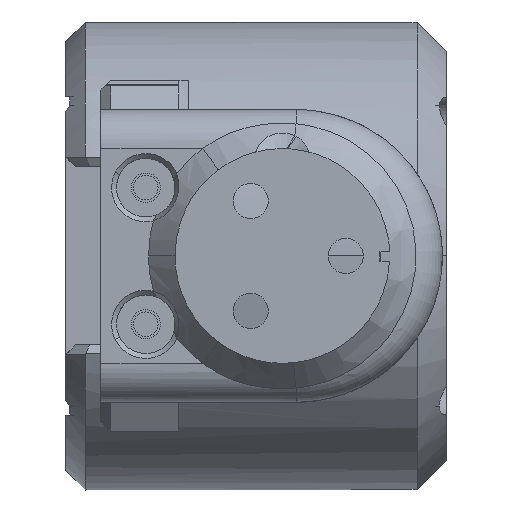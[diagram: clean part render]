
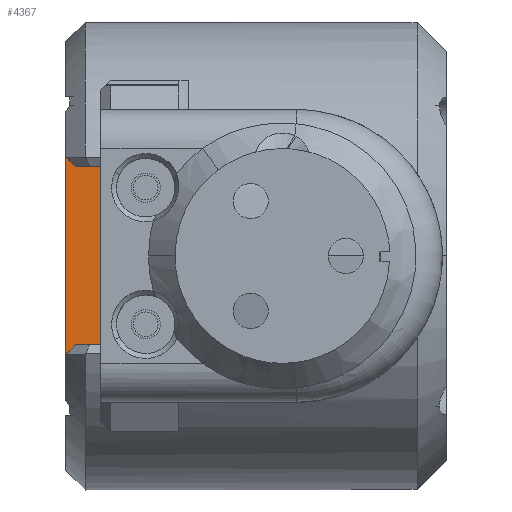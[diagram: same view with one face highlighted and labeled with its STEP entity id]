
A CAD part, front view. The second image highlights one B-rep face of the part: STEP entity #4367.
In plain terms, the highlighted planar face has unit normal (0, -1, 0).
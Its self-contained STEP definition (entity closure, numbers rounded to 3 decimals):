
#114 = CARTESIAN_POINT ( 'NONE',  ( -3.686, 166.35, 335.151 ) ) ;
#190 = CARTESIAN_POINT ( 'NONE',  ( -3.686, 166.35, 324.849 ) ) ;
#475 = FACE_OUTER_BOUND ( 'NONE', #2125, .T. ) ;
#595 = CARTESIAN_POINT ( 'NONE',  ( -22.2, 166.35, 315.28 ) ) ;
#751 = CARTESIAN_POINT ( 'NONE',  ( -15.697, 166.35, 314.547 ) ) ;
#1202 = CARTESIAN_POINT ( 'NONE',  ( -9.692, 166.35, 345.453 ) ) ;
#1241 = VERTEX_POINT ( 'NONE', #7086 ) ;
#1269 = B_SPLINE_CURVE_WITH_KNOTS ( 'NONE', 3,
 ( #6343, #12216, #11091, #10940 ),
 .UNSPECIFIED., .F., .F.,
 ( 4, 4 ),
 ( 0., 1. ),
 .UNSPECIFIED. ) ;
#1309 = CARTESIAN_POINT ( 'NONE',  ( -3.686, 166.35, 345.453 ) ) ;
#1393 = VERTEX_POINT ( 'NONE', #7764 ) ;
#1953 = CARTESIAN_POINT ( 'NONE',  ( -22.2, 166.35, 344.72 ) ) ;
#2015 = CARTESIAN_POINT ( 'NONE',  ( -22.2, 166.35, 334.907 ) ) ;
#2125 = EDGE_LOOP ( 'NONE', ( #11428, #12610, #9389, #9653, #3816, #9683 ) ) ;
#2788 = CARTESIAN_POINT ( 'NONE',  ( -22.2, 166.35, 314.547 ) ) ;
#2965 = VERTEX_POINT ( 'NONE', #10986 ) ;
#3816 = ORIENTED_EDGE ( 'NONE', *, *, #13056, .F. ) ;
#4140 = EDGE_CURVE ( 'NONE', #2965, #8672, #7328, .T. ) ;
#4367 = ADVANCED_FACE ( 'NONE', ( #475 ), #14245, .F. ) ;
#4736 = CARTESIAN_POINT ( 'NONE',  ( -3.686, 166.35, 345.453 ) ) ;
#5552 = CARTESIAN_POINT ( 'NONE',  ( -21.703, 166.35, 345.453 ) ) ;
#6173 = DIRECTION ( 'NONE',  ( 0., 1., 0. ) ) ;
#6343 = CARTESIAN_POINT ( 'NONE',  ( -21.703, 166.35, 314.547 ) ) ;
#6454 = CARTESIAN_POINT ( 'NONE',  ( -3.686, 166.35, 314.547 ) ) ;
#6538 = CARTESIAN_POINT ( 'NONE',  ( -22.038, 166.35, 344.962 ) ) ;
#6985 = CARTESIAN_POINT ( 'NONE',  ( -21.703, 166.35, 345.453 ) ) ;
#7086 = CARTESIAN_POINT ( 'NONE',  ( -22.2, 166.35, 315.28 ) ) ;
#7328 = B_SPLINE_CURVE_WITH_KNOTS ( 'NONE', 3,
 ( #1953, #6538, #11280, #5552 ),
 .UNSPECIFIED., .F., .F.,
 ( 4, 4 ),
 ( 0., 1. ),
 .UNSPECIFIED. ) ;
#7764 = CARTESIAN_POINT ( 'NONE',  ( -3.686, 166.35, 345.453 ) ) ;
#8526 = EDGE_CURVE ( 'NONE', #8662, #1241, #1269, .T. ) ;
#8639 = CARTESIAN_POINT ( 'NONE',  ( -22.2, 166.35, 325.093 ) ) ;
#8662 = VERTEX_POINT ( 'NONE', #12643 ) ;
#8672 = VERTEX_POINT ( 'NONE', #10388 ) ;
#9389 = ORIENTED_EDGE ( 'NONE', *, *, #12429, .F. ) ;
#9530 = B_SPLINE_CURVE_WITH_KNOTS ( 'NONE', 3,
 ( #6985, #11581, #1202, #4736 ),
 .UNSPECIFIED., .F., .F.,
 ( 4, 4 ),
 ( 0., 1. ),
 .UNSPECIFIED. ) ;
#9653 = ORIENTED_EDGE ( 'NONE', *, *, #14524, .F. ) ;
#9683 = ORIENTED_EDGE ( 'NONE', *, *, #4140, .F. ) ;
#9765 = CARTESIAN_POINT ( 'NONE',  ( -22.2, 166.35, 344.72 ) ) ;
#9932 = VERTEX_POINT ( 'NONE', #10763 ) ;
#10388 = CARTESIAN_POINT ( 'NONE',  ( -21.703, 166.35, 345.453 ) ) ;
#10586 = AXIS2_PLACEMENT_3D ( 'NONE', #2788, #6173, #10769 ) ;
#10763 = CARTESIAN_POINT ( 'NONE',  ( -3.686, 166.35, 314.547 ) ) ;
#10769 = DIRECTION ( 'NONE',  ( 0., 0., -1. ) ) ;
#10940 = CARTESIAN_POINT ( 'NONE',  ( -22.2, 166.35, 315.28 ) ) ;
#10986 = CARTESIAN_POINT ( 'NONE',  ( -22.2, 166.35, 344.72 ) ) ;
#11091 = CARTESIAN_POINT ( 'NONE',  ( -22.038, 166.35, 315.038 ) ) ;
#11175 = B_SPLINE_CURVE_WITH_KNOTS ( 'NONE', 3,
 ( #6454, #12251, #751, #12103 ),
 .UNSPECIFIED., .F., .F.,
 ( 4, 4 ),
 ( 0., 1. ),
 .UNSPECIFIED. ) ;
#11280 = CARTESIAN_POINT ( 'NONE',  ( -21.872, 166.35, 345.206 ) ) ;
#11301 = B_SPLINE_CURVE_WITH_KNOTS ( 'NONE', 3,
 ( #1309, #114, #190, #11611 ),
 .UNSPECIFIED., .F., .F.,
 ( 4, 4 ),
 ( 0., 1. ),
 .UNSPECIFIED. ) ;
#11428 = ORIENTED_EDGE ( 'NONE', *, *, #14419, .T. ) ;
#11581 = CARTESIAN_POINT ( 'NONE',  ( -15.697, 166.35, 345.453 ) ) ;
#11611 = CARTESIAN_POINT ( 'NONE',  ( -3.686, 166.35, 314.547 ) ) ;
#12103 = CARTESIAN_POINT ( 'NONE',  ( -21.703, 166.35, 314.547 ) ) ;
#12216 = CARTESIAN_POINT ( 'NONE',  ( -21.872, 166.35, 314.794 ) ) ;
#12251 = CARTESIAN_POINT ( 'NONE',  ( -9.692, 166.35, 314.547 ) ) ;
#12429 = EDGE_CURVE ( 'NONE', #9932, #8662, #11175, .T. ) ;
#12610 = ORIENTED_EDGE ( 'NONE', *, *, #8526, .F. ) ;
#12643 = CARTESIAN_POINT ( 'NONE',  ( -21.703, 166.35, 314.547 ) ) ;
#13056 = EDGE_CURVE ( 'NONE', #8672, #1393, #9530, .T. ) ;
#13080 = B_SPLINE_CURVE_WITH_KNOTS ( 'NONE', 3,
 ( #9765, #2015, #8639, #595 ),
 .UNSPECIFIED., .F., .F.,
 ( 4, 4 ),
 ( 0., 1. ),
 .UNSPECIFIED. ) ;
#14245 = PLANE ( 'NONE',  #10586 ) ;
#14419 = EDGE_CURVE ( 'NONE', #2965, #1241, #13080, .T. ) ;
#14524 = EDGE_CURVE ( 'NONE', #1393, #9932, #11301, .T. ) ;
